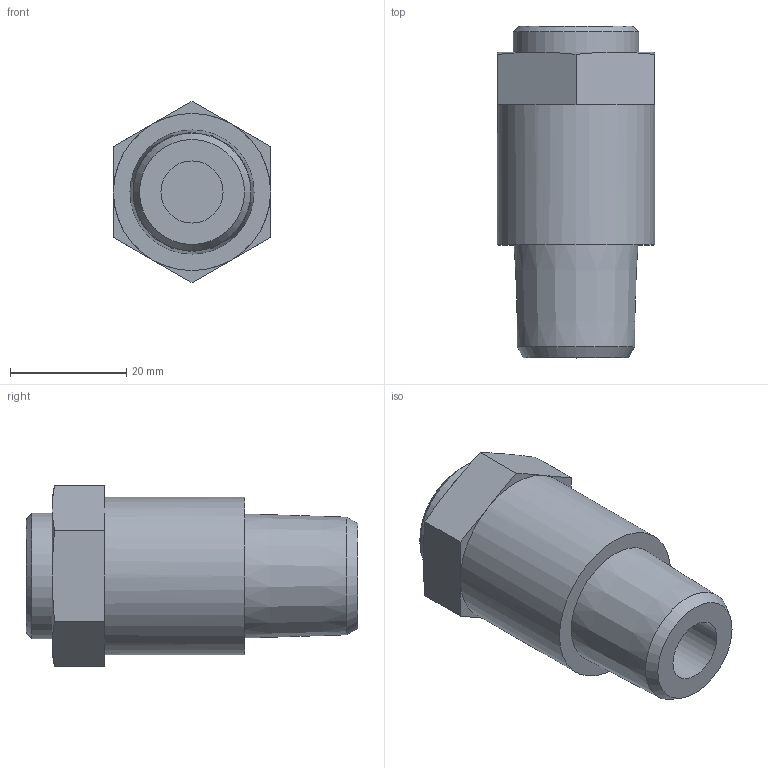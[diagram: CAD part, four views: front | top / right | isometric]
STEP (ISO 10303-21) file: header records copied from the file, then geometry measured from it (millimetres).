
FILE_DESCRIPTION(/* description */ ('STEP AP214'),/* implementation_level */ '2;1');
FILE_NAME(/* name */ '10059_GRE-1_2-NPT',/* time_stamp */ '2024-08-28T20:45:27+02:00',/* author */ ('License CC BY-ND 4.0'),/* organization */ ('CADENAS'),/* preprocessor_version */ 'ST-DEVELOPER v19.3',/* originating_system */ 'PARTsolutions',/* authorisation */ ' ');
FILE_SCHEMA (('AUTOMOTIVE_DESIGN {1 0 10303 214 3 1 1}'));
Length unit declared in the file: millimetre
Products named in the file (1): 10059 GRE-1/2-NPT
Bounding box: 27 x 57 x 31.17 mm (x, y, z)
Volume: 23960.8 mm3; surface area: 6952.3 mm2
Topology: 1 solids, 1 shells, 44 faces, 96 edges, 58 vertices
Faces by surface type: plane 31, cone 9, cylinder 4
Full cylindrical faces by diameter (mm): 9 x1, 10.668 x1, 21.6 x1, 27 x1
Entity records: 1181 total; most frequent: CARTESIAN_POINT 239, DIRECTION 191, ORIENTED_EDGE 174, EDGE_CURVE 87, AXIS2_PLACEMENT_3D 76, VERTEX_POINT 56, EDGE_LOOP 55, FACE_BOUND 55
